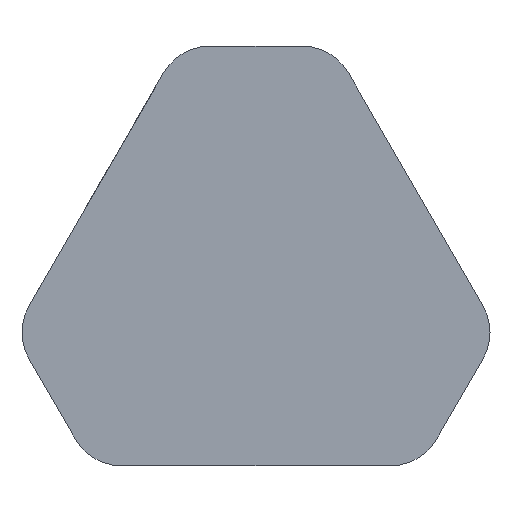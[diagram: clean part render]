
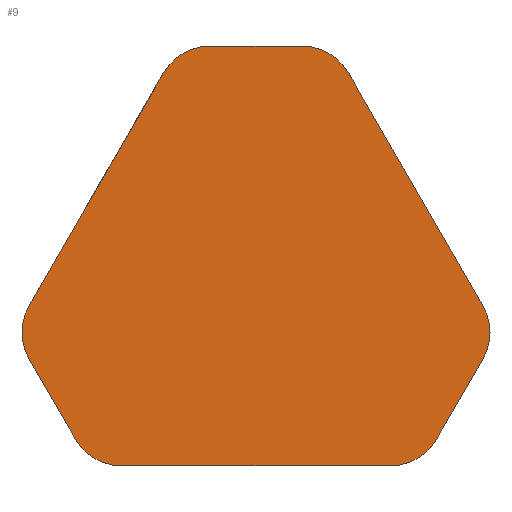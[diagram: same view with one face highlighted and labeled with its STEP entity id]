
A CAD part, front view. The second image highlights one B-rep face of the part: STEP entity #9.
In plain terms, the highlighted planar face has unit normal (0, -1, 0).
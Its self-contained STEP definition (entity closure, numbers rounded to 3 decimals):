
#4 = CARTESIAN_POINT ( 'NONE',  ( -19.011, 0., -10.976 ) ) ;
#9 = ADVANCED_FACE ( 'NONE', ( #1197 ), #158, .F. ) ;
#11 = AXIS2_PLACEMENT_3D ( 'NONE', #1301, #1476, #876 ) ;
#24 = DIRECTION ( 'NONE',  ( 0.5, 0., 0.866 ) ) ;
#48 = VERTEX_POINT ( 'NONE', #2134 ) ;
#147 = DIRECTION ( 'NONE',  ( 0., -1., 0. ) ) ;
#158 = PLANE ( 'NONE',  #11 ) ;
#170 = LINE ( 'NONE', #4, #1943 ) ;
#191 = VECTOR ( 'NONE', #723, 1000. ) ;
#209 = EDGE_CURVE ( 'NONE', #1572, #867, #1998, .T. ) ;
#217 = VERTEX_POINT ( 'NONE', #1172 ) ;
#270 = LINE ( 'NONE', #1318, #1761 ) ;
#283 = AXIS2_PLACEMENT_3D ( 'NONE', #1795, #1999, #1154 ) ;
#299 = EDGE_CURVE ( 'NONE', #390, #928, #1876, .T. ) ;
#324 = VECTOR ( 'NONE', #1033, 1000. ) ;
#343 = VERTEX_POINT ( 'NONE', #1865 ) ;
#352 = EDGE_CURVE ( 'NONE', #217, #2590, #2421, .T. ) ;
#367 = VECTOR ( 'NONE', #2252, 1000. ) ;
#390 = VERTEX_POINT ( 'NONE', #1456 ) ;
#393 = CARTESIAN_POINT ( 'NONE',  ( -12.531, 0., -12.2 ) ) ;
#444 = EDGE_CURVE ( 'NONE', #2391, #343, #270, .T. ) ;
#509 = AXIS2_PLACEMENT_3D ( 'NONE', #1678, #1060, #2077 ) ;
#520 = DIRECTION ( 'NONE',  ( 0., -1., 0. ) ) ;
#536 = ORIENTED_EDGE ( 'NONE', *, *, #352, .F. ) ;
#607 = CARTESIAN_POINT ( 'NONE',  ( 16.861, 0., -14.7 ) ) ;
#673 = EDGE_CURVE ( 'NONE', #217, #48, #2069, .T. ) ;
#679 = AXIS2_PLACEMENT_3D ( 'NONE', #1302, #1065, #1916 ) ;
#723 = DIRECTION ( 'NONE',  ( -0.5, 0., -0.866 ) ) ;
#772 = CIRCLE ( 'NONE', #509, 5. ) ;
#867 = VERTEX_POINT ( 'NONE', #2524 ) ;
#873 = ORIENTED_EDGE ( 'NONE', *, *, #209, .T. ) ;
#875 = VERTEX_POINT ( 'NONE', #1262 ) ;
#876 = DIRECTION ( 'NONE',  ( 0., 0., 1. ) ) ;
#928 = VERTEX_POINT ( 'NONE', #2651 ) ;
#965 = VERTEX_POINT ( 'NONE', #2170 ) ;
#982 = DIRECTION ( 'NONE',  ( 0., 0., 1. ) ) ;
#1033 = DIRECTION ( 'NONE',  ( -1., 0., 0. ) ) ;
#1043 = ORIENTED_EDGE ( 'NONE', *, *, #2215, .T. ) ;
#1060 = DIRECTION ( 'NONE',  ( 0., -1., 0. ) ) ;
#1065 = DIRECTION ( 'NONE',  ( 0., 1., 0. ) ) ;
#1075 = EDGE_CURVE ( 'NONE', #875, #1903, #1754, .T. ) ;
#1086 = EDGE_CURVE ( 'NONE', #48, #2391, #2643, .T. ) ;
#1154 = DIRECTION ( 'NONE',  ( 0., 0., 1. ) ) ;
#1172 = CARTESIAN_POINT ( 'NONE',  ( -12.531, 0., -17.2 ) ) ;
#1190 = CARTESIAN_POINT ( 'NONE',  ( 4.3, 0., 16.952 ) ) ;
#1197 = FACE_OUTER_BOUND ( 'NONE', #2315, .T. ) ;
#1247 = DIRECTION ( 'NONE',  ( 0.5, 0., -0.866 ) ) ;
#1262 = CARTESIAN_POINT ( 'NONE',  ( -8.63, 0., 19.452 ) ) ;
#1292 = ORIENTED_EDGE ( 'NONE', *, *, #1086, .T. ) ;
#1301 = CARTESIAN_POINT ( 'NONE',  ( 0., 0., 0. ) ) ;
#1302 = CARTESIAN_POINT ( 'NONE',  ( 16.831, 0., -4.752 ) ) ;
#1318 = CARTESIAN_POINT ( 'NONE',  ( 19.011, 0., -10.976 ) ) ;
#1324 = ORIENTED_EDGE ( 'NONE', *, *, #1344, .F. ) ;
#1344 = EDGE_CURVE ( 'NONE', #1572, #343, #2288, .T. ) ;
#1346 = DIRECTION ( 'NONE',  ( 0., 0., 1. ) ) ;
#1368 = CARTESIAN_POINT ( 'NONE',  ( 14.896, 0., 8.6 ) ) ;
#1387 = DIRECTION ( 'NONE',  ( 0., 0., 1. ) ) ;
#1410 = VECTOR ( 'NONE', #2205, 1000. ) ;
#1456 = CARTESIAN_POINT ( 'NONE',  ( 4.3, 0., 21.952 ) ) ;
#1476 = DIRECTION ( 'NONE',  ( 0., 1., 0. ) ) ;
#1500 = ORIENTED_EDGE ( 'NONE', *, *, #1075, .T. ) ;
#1515 = EDGE_CURVE ( 'NONE', #875, #928, #2207, .T. ) ;
#1572 = VERTEX_POINT ( 'NONE', #1618 ) ;
#1618 = CARTESIAN_POINT ( 'NONE',  ( 21.161, 0., -2.252 ) ) ;
#1649 = CARTESIAN_POINT ( 'NONE',  ( 0., 0., -17.2 ) ) ;
#1678 = CARTESIAN_POINT ( 'NONE',  ( -16.831, 0., -4.752 ) ) ;
#1692 = EDGE_CURVE ( 'NONE', #1903, #965, #772, .T. ) ;
#1720 = AXIS2_PLACEMENT_3D ( 'NONE', #2390, #520, #1346 ) ;
#1729 = CIRCLE ( 'NONE', #1855, 5. ) ;
#1754 = LINE ( 'NONE', #2226, #191 ) ;
#1761 = VECTOR ( 'NONE', #24, 1000. ) ;
#1795 = CARTESIAN_POINT ( 'NONE',  ( -4.3, 0., 16.952 ) ) ;
#1855 = AXIS2_PLACEMENT_3D ( 'NONE', #1190, #147, #982 ) ;
#1865 = CARTESIAN_POINT ( 'NONE',  ( 21.161, 0., -7.252 ) ) ;
#1876 = LINE ( 'NONE', #2484, #324 ) ;
#1903 = VERTEX_POINT ( 'NONE', #2382 ) ;
#1916 = DIRECTION ( 'NONE',  ( 0., 0., 1. ) ) ;
#1918 = ORIENTED_EDGE ( 'NONE', *, *, #444, .T. ) ;
#1943 = VECTOR ( 'NONE', #1247, 1000. ) ;
#1981 = ORIENTED_EDGE ( 'NONE', *, *, #673, .T. ) ;
#1998 = LINE ( 'NONE', #1368, #1410 ) ;
#1999 = DIRECTION ( 'NONE',  ( 0., 1., 0. ) ) ;
#2069 = LINE ( 'NONE', #1649, #367 ) ;
#2077 = DIRECTION ( 'NONE',  ( 0., 0., 1. ) ) ;
#2134 = CARTESIAN_POINT ( 'NONE',  ( 12.531, 0., -17.2 ) ) ;
#2153 = AXIS2_PLACEMENT_3D ( 'NONE', #393, #2276, #1387 ) ;
#2167 = CARTESIAN_POINT ( 'NONE',  ( -16.861, 0., -14.7 ) ) ;
#2170 = CARTESIAN_POINT ( 'NONE',  ( -21.161, 0., -7.252 ) ) ;
#2197 = ORIENTED_EDGE ( 'NONE', *, *, #2349, .T. ) ;
#2205 = DIRECTION ( 'NONE',  ( -0.5, 0., 0.866 ) ) ;
#2207 = CIRCLE ( 'NONE', #283, 5. ) ;
#2215 = EDGE_CURVE ( 'NONE', #867, #390, #1729, .T. ) ;
#2226 = CARTESIAN_POINT ( 'NONE',  ( -14.896, 0., 8.6 ) ) ;
#2252 = DIRECTION ( 'NONE',  ( 1., 0., 0. ) ) ;
#2276 = DIRECTION ( 'NONE',  ( 0., 1., 0. ) ) ;
#2288 = CIRCLE ( 'NONE', #679, 5. ) ;
#2315 = EDGE_LOOP ( 'NONE', ( #1500, #2487, #2197, #536, #1981, #1292, #1918, #1324, #873, #1043, #2384, #2371 ) ) ;
#2349 = EDGE_CURVE ( 'NONE', #965, #2590, #170, .T. ) ;
#2371 = ORIENTED_EDGE ( 'NONE', *, *, #1515, .F. ) ;
#2382 = CARTESIAN_POINT ( 'NONE',  ( -21.161, 0., -2.252 ) ) ;
#2384 = ORIENTED_EDGE ( 'NONE', *, *, #299, .T. ) ;
#2390 = CARTESIAN_POINT ( 'NONE',  ( 12.531, 0., -12.2 ) ) ;
#2391 = VERTEX_POINT ( 'NONE', #607 ) ;
#2421 = CIRCLE ( 'NONE', #2153, 5. ) ;
#2484 = CARTESIAN_POINT ( 'NONE',  ( 0., 0., 21.952 ) ) ;
#2487 = ORIENTED_EDGE ( 'NONE', *, *, #1692, .T. ) ;
#2524 = CARTESIAN_POINT ( 'NONE',  ( 8.63, 0., 19.452 ) ) ;
#2590 = VERTEX_POINT ( 'NONE', #2167 ) ;
#2643 = CIRCLE ( 'NONE', #1720, 5. ) ;
#2651 = CARTESIAN_POINT ( 'NONE',  ( -4.3, 0., 21.952 ) ) ;
